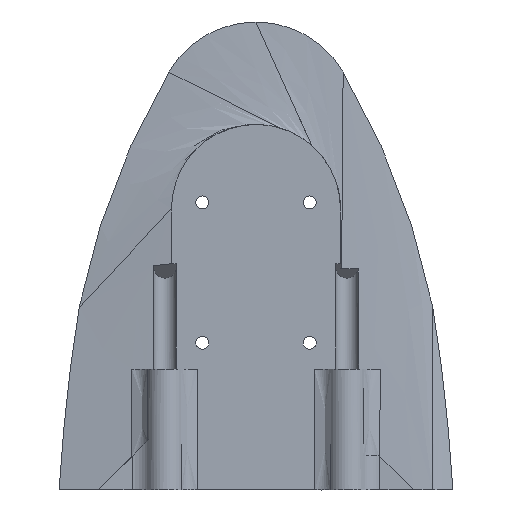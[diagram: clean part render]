
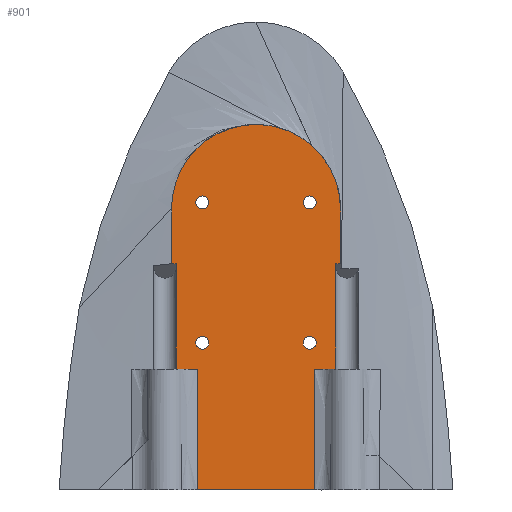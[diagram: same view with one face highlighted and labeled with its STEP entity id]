
A CAD part, front view. The second image highlights one B-rep face of the part: STEP entity #901.
In plain terms, the highlighted planar face has unit normal (0, -1, 0).
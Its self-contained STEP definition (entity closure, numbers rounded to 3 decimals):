
#62=FACE_BOUND('',#130,.T.);
#63=FACE_BOUND('',#131,.T.);
#64=FACE_BOUND('',#132,.T.);
#65=FACE_BOUND('',#133,.T.);
#73=FACE_OUTER_BOUND('',#129,.T.);
#129=EDGE_LOOP('',(#623,#624,#625,#626,#627,#628,#629,#630,#631,#632,#633,
#634,#635));
#130=EDGE_LOOP('',(#636));
#131=EDGE_LOOP('',(#637));
#132=EDGE_LOOP('',(#638));
#133=EDGE_LOOP('',(#639));
#198=CIRCLE('',#985,32.5);
#199=CIRCLE('',#986,32.5);
#200=CIRCLE('',#987,2.5);
#201=CIRCLE('',#988,2.5);
#202=CIRCLE('',#989,2.5);
#203=CIRCLE('',#990,2.5);
#241=B_SPLINE_CURVE_WITH_KNOTS('',3,(#1477,#1478,#1479,#1480),
 .UNSPECIFIED.,.F.,.F.,(4,4),(-2.,2.652),
 .UNSPECIFIED.);
#242=B_SPLINE_CURVE_WITH_KNOTS('',3,(#1501,#1502,#1503,#1504),
 .UNSPECIFIED.,.F.,.F.,(4,4),(-2.652,2.),.UNSPECIFIED.);
#276=LINE('',#1396,#325);
#280=LINE('',#1482,#329);
#281=LINE('',#1484,#330);
#282=LINE('',#1486,#331);
#283=LINE('',#1488,#332);
#284=LINE('',#1494,#333);
#285=LINE('',#1496,#334);
#286=LINE('',#1498,#335);
#287=LINE('',#1500,#336);
#325=VECTOR('',#1082,10.);
#329=VECTOR('',#1100,10.);
#330=VECTOR('',#1101,10.);
#331=VECTOR('',#1102,10.);
#332=VECTOR('',#1103,10.);
#333=VECTOR('',#1108,10.);
#334=VECTOR('',#1109,10.);
#335=VECTOR('',#1110,10.);
#336=VECTOR('',#1111,10.);
#379=VERTEX_POINT('',#1339);
#380=VERTEX_POINT('',#1395);
#391=VERTEX_POINT('',#1476);
#392=VERTEX_POINT('',#1481);
#393=VERTEX_POINT('',#1483);
#394=VERTEX_POINT('',#1485);
#395=VERTEX_POINT('',#1487);
#396=VERTEX_POINT('',#1489);
#397=VERTEX_POINT('',#1491);
#398=VERTEX_POINT('',#1493);
#399=VERTEX_POINT('',#1495);
#400=VERTEX_POINT('',#1497);
#401=VERTEX_POINT('',#1499);
#402=VERTEX_POINT('',#1505);
#403=VERTEX_POINT('',#1507);
#404=VERTEX_POINT('',#1509);
#405=VERTEX_POINT('',#1511);
#471=EDGE_CURVE('',#380,#379,#276,.T.);
#483=EDGE_CURVE('',#391,#379,#241,.T.);
#484=EDGE_CURVE('',#391,#392,#280,.T.);
#485=EDGE_CURVE('',#392,#393,#281,.T.);
#486=EDGE_CURVE('',#394,#393,#282,.T.);
#487=EDGE_CURVE('',#394,#395,#283,.T.);
#488=EDGE_CURVE('',#395,#396,#198,.T.);
#489=EDGE_CURVE('',#396,#397,#199,.T.);
#490=EDGE_CURVE('',#397,#398,#284,.T.);
#491=EDGE_CURVE('',#399,#398,#285,.T.);
#492=EDGE_CURVE('',#399,#400,#286,.T.);
#493=EDGE_CURVE('',#400,#401,#287,.T.);
#494=EDGE_CURVE('',#380,#401,#242,.T.);
#495=EDGE_CURVE('',#402,#402,#200,.T.);
#496=EDGE_CURVE('',#403,#403,#201,.T.);
#497=EDGE_CURVE('',#404,#404,#202,.T.);
#498=EDGE_CURVE('',#405,#405,#203,.T.);
#623=ORIENTED_EDGE('',*,*,#471,.T.);
#624=ORIENTED_EDGE('',*,*,#483,.F.);
#625=ORIENTED_EDGE('',*,*,#484,.T.);
#626=ORIENTED_EDGE('',*,*,#485,.T.);
#627=ORIENTED_EDGE('',*,*,#486,.F.);
#628=ORIENTED_EDGE('',*,*,#487,.T.);
#629=ORIENTED_EDGE('',*,*,#488,.T.);
#630=ORIENTED_EDGE('',*,*,#489,.T.);
#631=ORIENTED_EDGE('',*,*,#490,.T.);
#632=ORIENTED_EDGE('',*,*,#491,.F.);
#633=ORIENTED_EDGE('',*,*,#492,.T.);
#634=ORIENTED_EDGE('',*,*,#493,.T.);
#635=ORIENTED_EDGE('',*,*,#494,.F.);
#636=ORIENTED_EDGE('',*,*,#495,.T.);
#637=ORIENTED_EDGE('',*,*,#496,.T.);
#638=ORIENTED_EDGE('',*,*,#497,.T.);
#639=ORIENTED_EDGE('',*,*,#498,.T.);
#884=PLANE('',#984);
#901=ADVANCED_FACE('',(#73,#62,#63,#64,#65),#884,.F.);
#984=AXIS2_PLACEMENT_3D('',#1475,#1098,#1099);
#985=AXIS2_PLACEMENT_3D('',#1490,#1104,#1105);
#986=AXIS2_PLACEMENT_3D('',#1492,#1106,#1107);
#987=AXIS2_PLACEMENT_3D('',#1506,#1112,#1113);
#988=AXIS2_PLACEMENT_3D('',#1508,#1114,#1115);
#989=AXIS2_PLACEMENT_3D('',#1510,#1116,#1117);
#990=AXIS2_PLACEMENT_3D('',#1512,#1118,#1119);
#1082=DIRECTION('',(1.,0.,0.));
#1098=DIRECTION('center_axis',(0.,1.,0.));
#1099=DIRECTION('ref_axis',(0.,0.,1.));
#1100=DIRECTION('',(1.,0.,0.));
#1101=DIRECTION('',(0.,0.,1.));
#1102=DIRECTION('',(-1.,0.,0.));
#1103=DIRECTION('',(0.,0.,1.));
#1104=DIRECTION('center_axis',(0.,-1.,0.));
#1105=DIRECTION('ref_axis',(1.,0.,0.));
#1106=DIRECTION('center_axis',(0.,-1.,0.));
#1107=DIRECTION('ref_axis',(1.,0.,0.));
#1108=DIRECTION('',(0.,0.,-1.));
#1109=DIRECTION('',(-1.,0.,0.));
#1110=DIRECTION('',(0.,0.,-1.));
#1111=DIRECTION('',(1.,0.,0.));
#1112=DIRECTION('center_axis',(0.,1.,0.));
#1113=DIRECTION('ref_axis',(1.,0.,0.));
#1114=DIRECTION('center_axis',(0.,1.,0.));
#1115=DIRECTION('ref_axis',(1.,0.,0.));
#1116=DIRECTION('center_axis',(0.,1.,0.));
#1117=DIRECTION('ref_axis',(1.,0.,0.));
#1118=DIRECTION('center_axis',(0.,1.,0.));
#1119=DIRECTION('ref_axis',(1.,0.,0.));
#1339=CARTESIAN_POINT('',(22.262,-4.,108.483));
#1395=CARTESIAN_POINT('',(-23.045,-4.,108.483));
#1396=CARTESIAN_POINT('',(-51.051,-4.,108.483));
#1475=CARTESIAN_POINT('Origin',(-0.338,-4.,24.63));
#1476=CARTESIAN_POINT('',(21.989,-4.,155.));
#1477=CARTESIAN_POINT('Ctrl Pts',(21.989,-4.,155.));
#1478=CARTESIAN_POINT('Ctrl Pts',(21.989,-4.,139.494));
#1479=CARTESIAN_POINT('Ctrl Pts',(22.09,-4.,123.989));
#1480=CARTESIAN_POINT('Ctrl Pts',(22.262,-4.,108.483));
#1481=CARTESIAN_POINT('',(30.221,-4.,155.));
#1482=CARTESIAN_POINT('',(17.143,-4.,155.));
#1483=CARTESIAN_POINT('',(30.221,-4.,195.49));
#1484=CARTESIAN_POINT('',(30.221,-4.,162.5));
#1485=CARTESIAN_POINT('',(32.109,-4.,195.49));
#1486=CARTESIAN_POINT('',(17.135,-4.,195.49));
#1487=CARTESIAN_POINT('',(32.109,-4.,216.575));
#1488=CARTESIAN_POINT('',(32.109,-4.,136.575));
#1489=CARTESIAN_POINT('',(-15.391,-4.,245.407));
#1490=CARTESIAN_POINT('Origin',(-0.391,-4.,216.575));
#1491=CARTESIAN_POINT('',(-32.891,-4.,216.575));
#1492=CARTESIAN_POINT('Origin',(-0.391,-4.,216.575));
#1493=CARTESIAN_POINT('',(-32.891,-4.,195.49));
#1494=CARTESIAN_POINT('',(-32.891,-4.,216.575));
#1495=CARTESIAN_POINT('',(-31.004,-4.,195.49));
#1496=CARTESIAN_POINT('',(-17.865,-4.,195.49));
#1497=CARTESIAN_POINT('',(-31.004,-4.,155.));
#1498=CARTESIAN_POINT('',(-31.004,-4.,162.5));
#1499=CARTESIAN_POINT('',(-22.772,-4.,155.));
#1500=CARTESIAN_POINT('',(-17.881,-4.,155.));
#1501=CARTESIAN_POINT('Ctrl Pts',(-23.045,-4.,108.483));
#1502=CARTESIAN_POINT('Ctrl Pts',(-22.873,-4.,123.989));
#1503=CARTESIAN_POINT('Ctrl Pts',(-22.772,-4.,139.494));
#1504=CARTESIAN_POINT('Ctrl Pts',(-22.772,-4.,155.));
#1505=CARTESIAN_POINT('',(17.747,-4.,219.075));
#1506=CARTESIAN_POINT('Origin',(20.247,-4.,219.075));
#1507=CARTESIAN_POINT('',(-23.528,-4.,219.075));
#1508=CARTESIAN_POINT('Origin',(-21.028,-4.,219.075));
#1509=CARTESIAN_POINT('',(-23.528,-4.,165.1));
#1510=CARTESIAN_POINT('Origin',(-21.028,-4.,165.1));
#1511=CARTESIAN_POINT('',(17.747,-4.,165.1));
#1512=CARTESIAN_POINT('Origin',(20.247,-4.,165.1));
